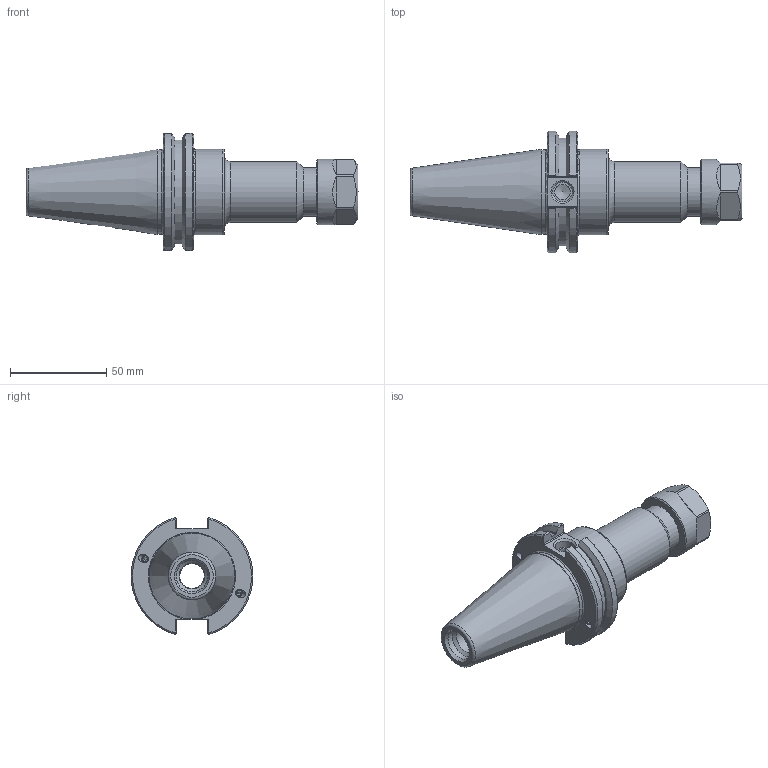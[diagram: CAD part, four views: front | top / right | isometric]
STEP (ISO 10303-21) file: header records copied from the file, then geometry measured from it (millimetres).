
FILE_DESCRIPTION((''),'2;1');
FILE_NAME('C40BC-20ERP412.iam.stp','2014-06-23T10:31:58',(''),(''),'Autodesk Inventor 2012','Autodesk Inventor 2012','');
FILE_SCHEMA(('AUTOMOTIVE_DESIGN { 1 0 10303 214 1 1 1 1 }'));
Length unit declared in the file: inch
Products named in the file (5): C40BC-20ERP412; C40BCB-20ER4-1; 029-965; 20ERHPN
Assembly tree (7 placements, depth 3):
  C40BC-20ERP412
    C40BCB-20ER4-1
      C40BCB-20ER4-1
      029-965  x4
    20ERHPN
Bounding box: 172.91 x 63.26 x 61.05 mm (x, y, z)
Volume: 162633.8 mm3; surface area: 36153.5 mm2
Topology: 6 solids, 6 shells, 200 faces, 467 edges, 298 vertices
Faces by surface type: plane 93, cylinder 54, cone 40, torus 8, sphere 4, bspline 1
Full cylindrical faces by diameter (mm): 3.3 x4, 4 x8, 4.1 x4, 4.2 x4, 8.001 x1, 10.135 x1, 12.751 x1, 13.36 x1, 13.386 x1, 14.478 x1, 14.91 x1, 16.459 x1, 20.066 x1, 23.52 x1, 25 x1, 25.527 x1, 31.75 x1, 34.036 x1, 43.942 x1, 44.45 x1
Entity records: 4512 total; most frequent: CARTESIAN_POINT 1004, DIRECTION 702, ORIENTED_EDGE 590, EDGE_CURVE 295, AXIS2_PLACEMENT_3D 292, EDGE_LOOP 233, VERTEX_POINT 218, FACE_OUTER_BOUND 152
